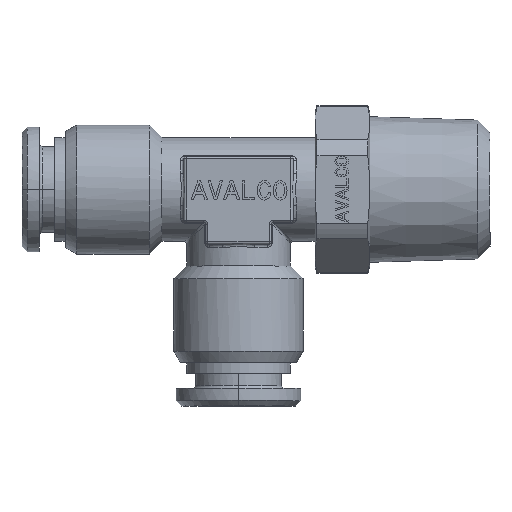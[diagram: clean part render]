
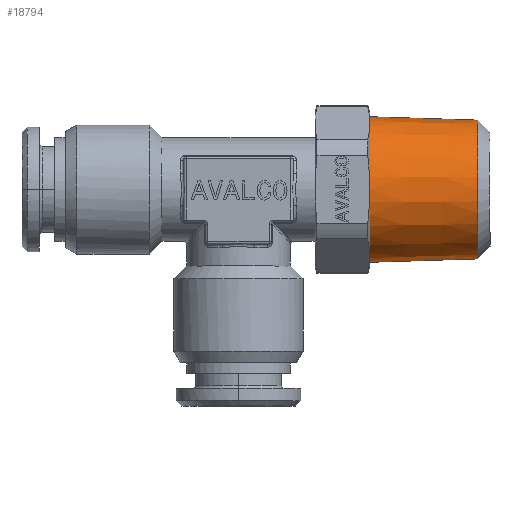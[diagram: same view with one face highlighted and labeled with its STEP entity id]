
A CAD part, top view. The second image highlights one B-rep face of the part: STEP entity #18794.
In plain terms, the highlighted conical face has half-angle 1.78 degrees and reference radius 6.502 mm.
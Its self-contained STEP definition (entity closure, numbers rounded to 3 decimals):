
#18299=CARTESIAN_POINT('Axis2P3D Location',(12.,0.,0.)) ;
#18303=CARTESIAN_POINT('Vertex',(12.,-6.655,0.)) ;
#18305=CARTESIAN_POINT('Vertex',(12.,6.655,0.)) ;
#18752=CARTESIAN_POINT('Line Origine',(-499637.178,15534.183,0.)) ;
#18756=CARTESIAN_POINT('Vertex',(21.9,6.348,0.)) ;
#18763=CARTESIAN_POINT('Vertex',(21.9,-6.348,0.)) ;
#18766=CARTESIAN_POINT('Line Origine',(-499637.178,-15534.183,0.)) ;
#18778=CARTESIAN_POINT('Axis2P3D Location',(16.95,0.,0.)) ;
#18783=CARTESIAN_POINT('Axis2P3D Location',(21.9,0.,0.)) ;
#18300=DIRECTION('Axis2P3D Direction',(-1.,0.,0.)) ;
#18753=DIRECTION('Vector Direction',(-1.,0.031,0.)) ;
#18767=DIRECTION('Vector Direction',(-1.,-0.031,0.)) ;
#18779=DIRECTION('Axis2P3D Direction',(-1.,0.,0.)) ;
#18780=DIRECTION('Axis2P3D XDirection',(0.,-1.,0.)) ;
#18784=DIRECTION('Axis2P3D Direction',(-1.,0.,0.)) ;
#18301=AXIS2_PLACEMENT_3D('Circle Axis2P3D',#18299,#18300,$) ;
#18781=AXIS2_PLACEMENT_3D('Cone Axis2P3D',#18778,#18779,#18780) ;
#18785=AXIS2_PLACEMENT_3D('Circle Axis2P3D',#18783,#18784,$) ;
#18789=ORIENTED_EDGE('',*,*,#18787,.T.) ;
#18790=ORIENTED_EDGE('',*,*,#18758,.F.) ;
#18791=ORIENTED_EDGE('',*,*,#18307,.F.) ;
#18792=ORIENTED_EDGE('',*,*,#18770,.T.) ;
#18754=VECTOR('Line Direction',#18753,1.) ;
#18768=VECTOR('Line Direction',#18767,1.) ;
#18794=ADVANCED_FACE('PR425B-06R14',(#18793),#18782,.T.) ;
#18302=CIRCLE('generated circle',#18301,6.655) ;
#18786=CIRCLE('generated circle',#18785,6.348) ;
#18782=CONICAL_SURFACE('Cone',#18781,6.502,0.031) ;
#18307=EDGE_CURVE('',#18304,#18306,#18302,.T.) ;
#18758=EDGE_CURVE('',#18306,#18757,#18755,.F.) ;
#18770=EDGE_CURVE('',#18304,#18764,#18769,.F.) ;
#18787=EDGE_CURVE('',#18764,#18757,#18786,.T.) ;
#18788=EDGE_LOOP('',(#18789,#18790,#18791,#18792)) ;
#18793=FACE_OUTER_BOUND('',#18788,.T.) ;
#18755=LINE('Line',#18752,#18754) ;
#18769=LINE('Line',#18766,#18768) ;
#18304=VERTEX_POINT('',#18303) ;
#18306=VERTEX_POINT('',#18305) ;
#18757=VERTEX_POINT('',#18756) ;
#18764=VERTEX_POINT('',#18763) ;
